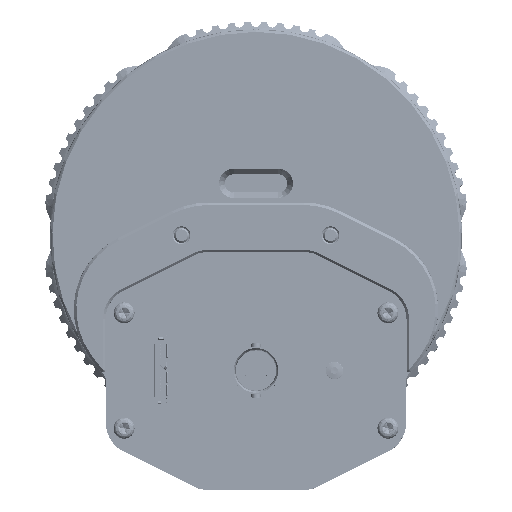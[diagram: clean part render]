
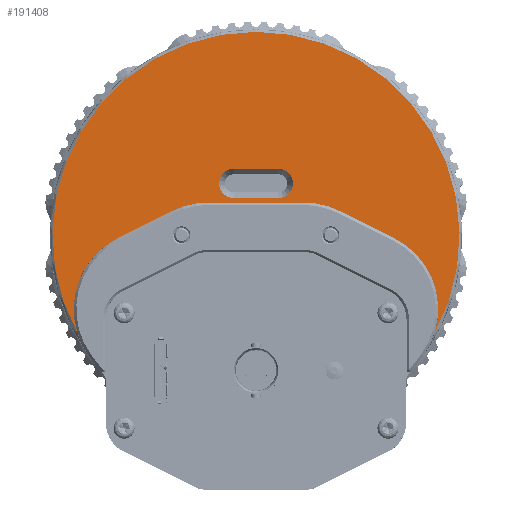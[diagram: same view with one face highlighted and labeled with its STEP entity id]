
A CAD part, top view. The second image highlights one B-rep face of the part: STEP entity #191408.
In plain terms, the highlighted planar face has unit normal (0, 0, 1).
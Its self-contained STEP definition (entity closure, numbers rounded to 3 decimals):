
#1526 = DIRECTION ( 'NONE',  ( -1., 0., 0. ) ) ;
#4439 = VERTEX_POINT ( 'NONE', #184334 ) ;
#8580 = CARTESIAN_POINT ( 'NONE',  ( 35.958, 7.701, -4.488 ) ) ;
#12275 = CIRCLE ( 'NONE', #196937, 2.95 ) ;
#13042 = DIRECTION ( 'NONE',  ( 0., 0., 1. ) ) ;
#15090 = CARTESIAN_POINT ( 'NONE',  ( 4.5, 40.85, -4.488 ) ) ;
#19548 = AXIS2_PLACEMENT_3D ( 'NONE', #45193, #145901, #246741 ) ;
#19607 = EDGE_CURVE ( 'NONE', #108564, #127442, #241506, .T. ) ;
#20521 = CARTESIAN_POINT ( 'NONE',  ( 16.925, 32.274, -4.488 ) ) ;
#20912 = ORIENTED_EDGE ( 'NONE', *, *, #325104, .T. ) ;
#23648 = CARTESIAN_POINT ( 'NONE',  ( -27.85, 26.812, -4.488 ) ) ;
#27008 = CIRCLE ( 'NONE', #211770, 2.95 ) ;
#27398 = VERTEX_POINT ( 'NONE', #273041 ) ;
#29264 = CIRCLE ( 'NONE', #214006, 16.35 ) ;
#30633 = DIRECTION ( 'NONE',  ( 1., 0., 0. ) ) ;
#32628 = DIRECTION ( 'NONE',  ( 1., 0., 0. ) ) ;
#43009 = ORIENTED_EDGE ( 'NONE', *, *, #19607, .T. ) ;
#45193 = CARTESIAN_POINT ( 'NONE',  ( 0., 0., -4.488 ) ) ;
#45858 = CARTESIAN_POINT ( 'NONE',  ( -4.5, 40.85, -4.488 ) ) ;
#52147 = DIRECTION ( 'NONE',  ( 1., 0., 0. ) ) ;
#54795 = VERTEX_POINT ( 'NONE', #74122 ) ;
#56068 = CIRCLE ( 'NONE', #240782, 16.35 ) ;
#57435 = DIRECTION ( 'NONE',  ( 1., 0., 0. ) ) ;
#58042 = CARTESIAN_POINT ( 'NONE',  ( -35.958, 7.701, -4.488 ) ) ;
#58426 = ORIENTED_EDGE ( 'NONE', *, *, #78656, .T. ) ;
#62515 = VECTOR ( 'NONE', #121277, 1000. ) ;
#74122 = CARTESIAN_POINT ( 'NONE',  ( 16.925, 32.274, -4.488 ) ) ;
#78111 = CIRCLE ( 'NONE', #262854, 16. ) ;
#78656 = EDGE_CURVE ( 'NONE', #127442, #173501, #12275, .T. ) ;
#78864 = EDGE_CURVE ( 'NONE', #260936, #108564, #27008, .T. ) ;
#79741 = DIRECTION ( 'NONE',  ( 1., 0., 0. ) ) ;
#82904 = ORIENTED_EDGE ( 'NONE', *, *, #102489, .F. ) ;
#93123 = PLANE ( 'NONE',  #19548 ) ;
#95393 = EDGE_CURVE ( 'NONE', #4439, #261986, #319928, .T. ) ;
#99510 = CARTESIAN_POINT ( 'NONE',  ( 9.613, 17.65, -4.488 ) ) ;
#102489 = EDGE_CURVE ( 'NONE', #298110, #54795, #246881, .T. ) ;
#108564 = VERTEX_POINT ( 'NONE', #45858 ) ;
#112006 = CARTESIAN_POINT ( 'NONE',  ( 4.5, 34.95, -4.488 ) ) ;
#113251 = CIRCLE ( 'NONE', #297826, 41. ) ;
#113810 = DIRECTION ( 'NONE',  ( 1., 0., 0. ) ) ;
#115874 = DIRECTION ( 'NONE',  ( 1., 0., 0. ) ) ;
#121277 = DIRECTION ( 'NONE',  ( -0.894, 0.447, 0. ) ) ;
#122586 = ORIENTED_EDGE ( 'NONE', *, *, #95393, .F. ) ;
#124414 = DIRECTION ( 'NONE',  ( -0.894, -0.447, 0. ) ) ;
#124693 = LINE ( 'NONE', #225463, #234054 ) ;
#127009 = LINE ( 'NONE', #227833, #306466 ) ;
#127442 = VERTEX_POINT ( 'NONE', #304471 ) ;
#128885 = CARTESIAN_POINT ( 'NONE',  ( 9.613, 34., -4.488 ) ) ;
#132168 = EDGE_CURVE ( 'NONE', #292244, #298110, #78111, .T. ) ;
#134539 = ORIENTED_EDGE ( 'NONE', *, *, #191441, .F. ) ;
#142537 = EDGE_CURVE ( 'NONE', #27398, #321959, #56068, .T. ) ;
#145901 = DIRECTION ( 'NONE',  ( 0., 0., 1. ) ) ;
#156181 = CARTESIAN_POINT ( 'NONE',  ( -9.613, 17.65, -4.488 ) ) ;
#158195 = CARTESIAN_POINT ( 'NONE',  ( 0., 27.4, -4.488 ) ) ;
#173501 = VERTEX_POINT ( 'NONE', #112006 ) ;
#177591 = AXIS2_PLACEMENT_3D ( 'NONE', #182956, #283739, #57435 ) ;
#177655 = CARTESIAN_POINT ( 'NONE',  ( 4.5, 37.9, -4.488 ) ) ;
#178358 = EDGE_LOOP ( 'NONE', ( #213402, #20912, #122586, #134539, #212068, #316471, #190573, #82904 ) ) ;
#182956 = CARTESIAN_POINT ( 'NONE',  ( -20.695, 12.501, -4.488 ) ) ;
#184334 = CARTESIAN_POINT ( 'NONE',  ( -27.85, 26.812, -4.488 ) ) ;
#190573 = ORIENTED_EDGE ( 'NONE', *, *, #221725, .F. ) ;
#191408 = ADVANCED_FACE ( 'NONE', ( #218744, #319314 ), #93123, .T. ) ;
#191441 = EDGE_CURVE ( 'NONE', #321959, #4439, #249990, .T. ) ;
#196937 = AXIS2_PLACEMENT_3D ( 'NONE', #177655, #278465, #52147 ) ;
#200282 = DIRECTION ( 'NONE',  ( 0., 0., 1. ) ) ;
#205369 = CARTESIAN_POINT ( 'NONE',  ( -4.5, 37.9, -4.488 ) ) ;
#206069 = VERTEX_POINT ( 'NONE', #128885 ) ;
#211770 = AXIS2_PLACEMENT_3D ( 'NONE', #205369, #306023, #79741 ) ;
#212068 = ORIENTED_EDGE ( 'NONE', *, *, #142537, .F. ) ;
#213402 = ORIENTED_EDGE ( 'NONE', *, *, #132168, .F. ) ;
#214006 = AXIS2_PLACEMENT_3D ( 'NONE', #99510, #200282, #300960 ) ;
#218744 = FACE_BOUND ( 'NONE', #254005, .T. ) ;
#221725 = EDGE_CURVE ( 'NONE', #54795, #206069, #29264, .T. ) ;
#225463 = CARTESIAN_POINT ( 'NONE',  ( -9.613, 34., -4.488 ) ) ;
#226138 = ORIENTED_EDGE ( 'NONE', *, *, #78864, .T. ) ;
#227833 = CARTESIAN_POINT ( 'NONE',  ( -4.5, 34.95, -4.488 ) ) ;
#230657 = VECTOR ( 'NONE', #124414, 1000. ) ;
#231568 = EDGE_CURVE ( 'NONE', #206069, #27398, #124693, .T. ) ;
#234054 = VECTOR ( 'NONE', #326074, 1000. ) ;
#239467 = CARTESIAN_POINT ( 'NONE',  ( 20.695, 12.501, -4.488 ) ) ;
#240782 = AXIS2_PLACEMENT_3D ( 'NONE', #156181, #256973, #30633 ) ;
#241506 = LINE ( 'NONE', #15090, #308143 ) ;
#246741 = DIRECTION ( 'NONE',  ( 1., 0., 0. ) ) ;
#246881 = LINE ( 'NONE', #20521, #62515 ) ;
#249990 = LINE ( 'NONE', #23648, #230657 ) ;
#254005 = EDGE_LOOP ( 'NONE', ( #226138, #43009, #58426, #266658 ) ) ;
#256973 = DIRECTION ( 'NONE',  ( 0., 0., 1. ) ) ;
#258989 = DIRECTION ( 'NONE',  ( 0., 0., 1. ) ) ;
#259887 = CARTESIAN_POINT ( 'NONE',  ( 27.85, 26.812, -4.488 ) ) ;
#260936 = VERTEX_POINT ( 'NONE', #264441 ) ;
#261986 = VERTEX_POINT ( 'NONE', #58042 ) ;
#262854 = AXIS2_PLACEMENT_3D ( 'NONE', #239467, #13042, #113810 ) ;
#264441 = CARTESIAN_POINT ( 'NONE',  ( -4.5, 34.95, -4.488 ) ) ;
#266502 = CARTESIAN_POINT ( 'NONE',  ( -16.925, 32.274, -4.488 ) ) ;
#266658 = ORIENTED_EDGE ( 'NONE', *, *, #298575, .T. ) ;
#273041 = CARTESIAN_POINT ( 'NONE',  ( -9.613, 34., -4.488 ) ) ;
#278465 = DIRECTION ( 'NONE',  ( 0., 0., -1. ) ) ;
#283739 = DIRECTION ( 'NONE',  ( 0., 0., 1. ) ) ;
#292244 = VERTEX_POINT ( 'NONE', #8580 ) ;
#297826 = AXIS2_PLACEMENT_3D ( 'NONE', #158195, #258989, #32628 ) ;
#298110 = VERTEX_POINT ( 'NONE', #259887 ) ;
#298575 = EDGE_CURVE ( 'NONE', #173501, #260936, #127009, .T. ) ;
#300960 = DIRECTION ( 'NONE',  ( 1., 0., 0. ) ) ;
#304471 = CARTESIAN_POINT ( 'NONE',  ( 4.5, 40.85, -4.488 ) ) ;
#306023 = DIRECTION ( 'NONE',  ( 0., 0., -1. ) ) ;
#306466 = VECTOR ( 'NONE', #1526, 1000. ) ;
#308143 = VECTOR ( 'NONE', #115874, 1000. ) ;
#316471 = ORIENTED_EDGE ( 'NONE', *, *, #231568, .F. ) ;
#319314 = FACE_OUTER_BOUND ( 'NONE', #178358, .T. ) ;
#319928 = CIRCLE ( 'NONE', #177591, 16. ) ;
#321959 = VERTEX_POINT ( 'NONE', #266502 ) ;
#325104 = EDGE_CURVE ( 'NONE', #292244, #261986, #113251, .T. ) ;
#326074 = DIRECTION ( 'NONE',  ( -1., 0., 0. ) ) ;
